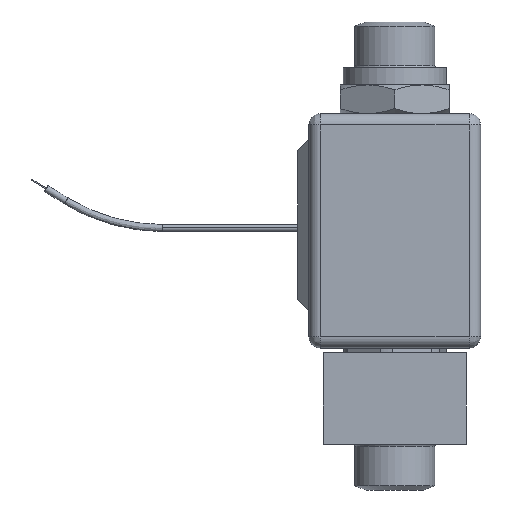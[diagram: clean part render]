
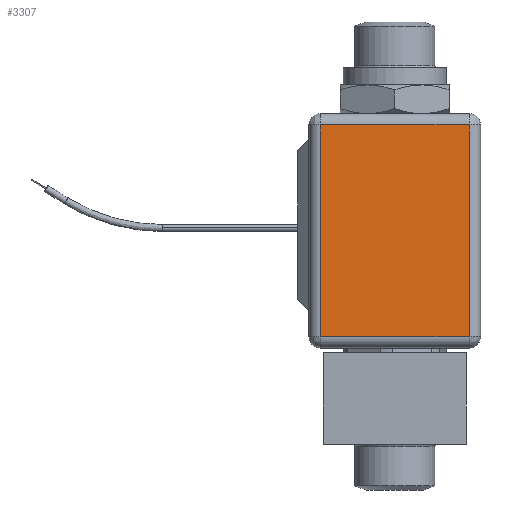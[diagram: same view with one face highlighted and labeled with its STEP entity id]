
A CAD part, front view. The second image highlights one B-rep face of the part: STEP entity #3307.
In plain terms, the highlighted planar face has unit normal (0, 1, 0).
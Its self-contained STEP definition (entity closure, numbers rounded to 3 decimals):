
#28 = CARTESIAN_POINT ( 'NONE',  ( 13., -15.75, 39.8 ) ) ;
#171 = CARTESIAN_POINT ( 'NONE',  ( -13., -15.75, 2.8 ) ) ;
#372 = CARTESIAN_POINT ( 'NONE',  ( 0., -15.75, 21.3 ) ) ;
#430 = VECTOR ( 'NONE', #5862, 1000. ) ;
#697 = EDGE_CURVE ( 'NONE', #1870, #3798, #4895, .T. ) ;
#859 = DIRECTION ( 'NONE',  ( 0., 0., 1. ) ) ;
#944 = VECTOR ( 'NONE', #1095, 1000. ) ;
#1095 = DIRECTION ( 'NONE',  ( 0., 0., 1. ) ) ;
#1171 = AXIS2_PLACEMENT_3D ( 'NONE', #372, #3631, #859 ) ;
#1230 = DIRECTION ( 'NONE',  ( 0., 0., -1. ) ) ;
#1303 = PLANE ( 'NONE',  #1171 ) ;
#1371 = CARTESIAN_POINT ( 'NONE',  ( 0., -15.75, 2.8 ) ) ;
#1694 = LINE ( 'NONE', #3872, #944 ) ;
#1870 = VERTEX_POINT ( 'NONE', #3067 ) ;
#2114 = EDGE_CURVE ( 'NONE', #4718, #1870, #1694, .T. ) ;
#2127 = LINE ( 'NONE', #2169, #2280 ) ;
#2169 = CARTESIAN_POINT ( 'NONE',  ( 13., -15.75, 31.55 ) ) ;
#2275 = LINE ( 'NONE', #1371, #4713 ) ;
#2280 = VECTOR ( 'NONE', #1230, 1000. ) ;
#2507 = EDGE_CURVE ( 'NONE', #3694, #4718, #2275, .T. ) ;
#3067 = CARTESIAN_POINT ( 'NONE',  ( -13., -15.75, 39.8 ) ) ;
#3307 = ADVANCED_FACE ( 'NONE', ( #5885 ), #1303, .T. ) ;
#3631 = DIRECTION ( 'NONE',  ( 0., 1., 0. ) ) ;
#3694 = VERTEX_POINT ( 'NONE', #4990 ) ;
#3798 = VERTEX_POINT ( 'NONE', #28 ) ;
#3872 = CARTESIAN_POINT ( 'NONE',  ( -13., -15.75, 21.3 ) ) ;
#4134 = DIRECTION ( 'NONE',  ( -1., 0., 0. ) ) ;
#4191 = EDGE_LOOP ( 'NONE', ( #5942, #4972, #5828, #4746 ) ) ;
#4713 = VECTOR ( 'NONE', #4134, 1000. ) ;
#4718 = VERTEX_POINT ( 'NONE', #171 ) ;
#4746 = ORIENTED_EDGE ( 'NONE', *, *, #2507, .T. ) ;
#4895 = LINE ( 'NONE', #5555, #430 ) ;
#4972 = ORIENTED_EDGE ( 'NONE', *, *, #697, .T. ) ;
#4990 = CARTESIAN_POINT ( 'NONE',  ( 13., -15.75, 2.8 ) ) ;
#5266 = EDGE_CURVE ( 'NONE', #3798, #3694, #2127, .T. ) ;
#5555 = CARTESIAN_POINT ( 'NONE',  ( 0., -15.75, 39.8 ) ) ;
#5828 = ORIENTED_EDGE ( 'NONE', *, *, #5266, .T. ) ;
#5862 = DIRECTION ( 'NONE',  ( 1., 0., 0. ) ) ;
#5885 = FACE_OUTER_BOUND ( 'NONE', #4191, .T. ) ;
#5942 = ORIENTED_EDGE ( 'NONE', *, *, #2114, .T. ) ;
